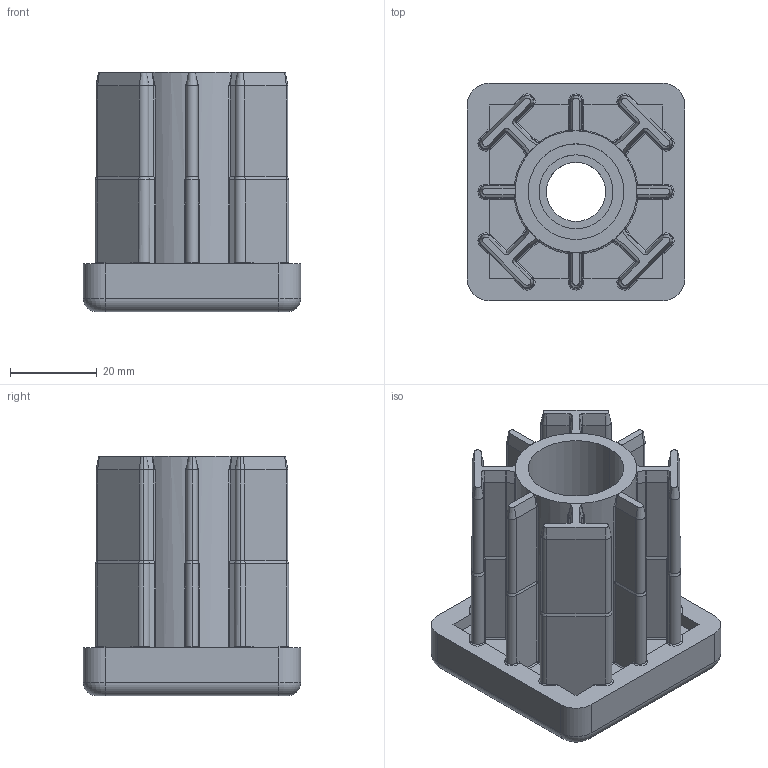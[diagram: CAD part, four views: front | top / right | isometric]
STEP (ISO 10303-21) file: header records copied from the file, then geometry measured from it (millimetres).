
FILE_DESCRIPTION (( 'STEP AP214' ), '1' );
FILE_NAME ('098v503016.STEP', '2014-08-13T06:41:18', ( '' ), ( '' ), 'SwSTEP 2.0', 'SolidWorks 2014', '' );
FILE_SCHEMA (( 'AUTOMOTIVE_DESIGN' ));
Length unit declared in the file: millimetre
Products named in the file (1): 098v503016
Bounding box: 50 x 50 x 55 mm (x, y, z)
Volume: 52808.2 mm3; surface area: 24619.2 mm2
Topology: 1 solids, 1 shells, 554 faces, 1309 edges, 748 vertices
Faces by surface type: plane 205, cylinder 170, cone 106, torus 37, sphere 36
Entity records: 15860 total; most frequent: CARTESIAN_POINT 3194, DIRECTION 2780, ORIENTED_EDGE 2578, EDGE_CURVE 1289, AXIS2_PLACEMENT_3D 1030, VERTEX_POINT 740, VECTOR 720, LINE 720
